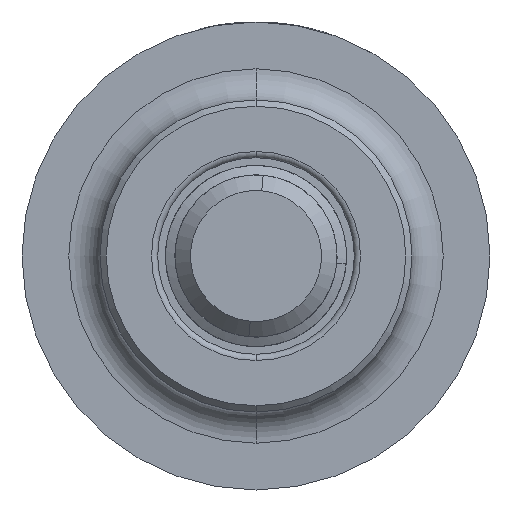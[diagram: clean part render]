
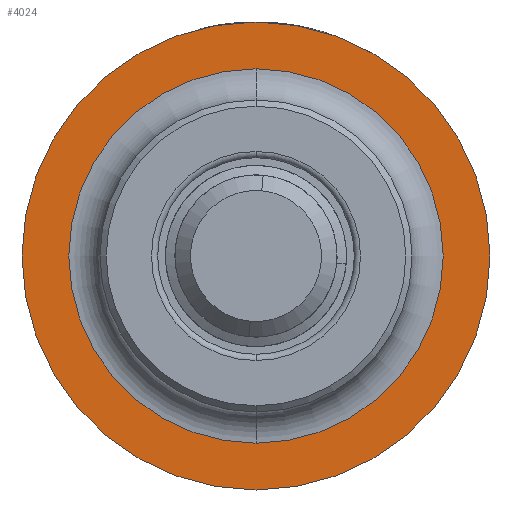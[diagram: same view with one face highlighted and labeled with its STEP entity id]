
A CAD part, front view. The second image highlights one B-rep face of the part: STEP entity #4024.
In plain terms, the highlighted planar face has unit normal (0, -1, 0).
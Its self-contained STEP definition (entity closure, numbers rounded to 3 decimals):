
#494 = DIRECTION ( 'NONE',  ( 0., -1., 0. ) ) ;
#561 = CARTESIAN_POINT ( 'NONE',  ( 0., 12.42, 6. ) ) ;
#572 = DIRECTION ( 'NONE',  ( 0., 0., -1. ) ) ;
#574 = VERTEX_POINT ( 'NONE', #561 ) ;
#613 = CARTESIAN_POINT ( 'NONE',  ( 0., 12.42, 0. ) ) ;
#629 = PLANE ( 'NONE',  #1563 ) ;
#657 = VERTEX_POINT ( 'NONE', #1615 ) ;
#933 = EDGE_CURVE ( 'NONE', #574, #2118, #4876, .T. ) ;
#1003 = CIRCLE ( 'NONE', #4972, 7.5 ) ;
#1449 = VERTEX_POINT ( 'NONE', #1678 ) ;
#1563 = AXIS2_PLACEMENT_3D ( 'NONE', #3678, #6203, #572 ) ;
#1615 = CARTESIAN_POINT ( 'NONE',  ( 0., 12.42, -7.5 ) ) ;
#1678 = CARTESIAN_POINT ( 'NONE',  ( 0., 12.42, 7.5 ) ) ;
#2007 = FACE_BOUND ( 'NONE', #6294, .T. ) ;
#2118 = VERTEX_POINT ( 'NONE', #4633 ) ;
#2224 = CIRCLE ( 'NONE', #5532, 6. ) ;
#2271 = DIRECTION ( 'NONE',  ( 0., 0., -1. ) ) ;
#2590 = CARTESIAN_POINT ( 'NONE',  ( 0., 12.42, 0. ) ) ;
#2593 = CARTESIAN_POINT ( 'NONE',  ( 0., 12.42, 0. ) ) ;
#2603 = EDGE_CURVE ( 'NONE', #2118, #574, #2224, .T. ) ;
#3027 = EDGE_CURVE ( 'NONE', #1449, #657, #1003, .T. ) ;
#3585 = DIRECTION ( 'NONE',  ( 0., 0., -1. ) ) ;
#3678 = CARTESIAN_POINT ( 'NONE',  ( 6., 12.42, 0. ) ) ;
#4024 = ADVANCED_FACE ( 'NONE', ( #6322, #2007 ), #629, .T. ) ;
#4060 = AXIS2_PLACEMENT_3D ( 'NONE', #613, #6264, #6287 ) ;
#4249 = ORIENTED_EDGE ( 'NONE', *, *, #933, .F. ) ;
#4510 = ORIENTED_EDGE ( 'NONE', *, *, #4917, .T. ) ;
#4633 = CARTESIAN_POINT ( 'NONE',  ( 0., 12.42, -6. ) ) ;
#4735 = DIRECTION ( 'NONE',  ( 0., 0., -1. ) ) ;
#4876 = CIRCLE ( 'NONE', #5680, 6. ) ;
#4917 = EDGE_CURVE ( 'NONE', #657, #1449, #6139, .T. ) ;
#4972 = AXIS2_PLACEMENT_3D ( 'NONE', #2590, #494, #3585 ) ;
#5004 = ORIENTED_EDGE ( 'NONE', *, *, #3027, .T. ) ;
#5400 = CARTESIAN_POINT ( 'NONE',  ( 0., 12.42, 0. ) ) ;
#5532 = AXIS2_PLACEMENT_3D ( 'NONE', #2593, #6223, #4735 ) ;
#5680 = AXIS2_PLACEMENT_3D ( 'NONE', #5400, #5834, #2271 ) ;
#5786 = EDGE_LOOP ( 'NONE', ( #4510, #5004 ) ) ;
#5834 = DIRECTION ( 'NONE',  ( 0., -1., 0. ) ) ;
#6139 = CIRCLE ( 'NONE', #4060, 7.5 ) ;
#6203 = DIRECTION ( 'NONE',  ( 0., -1., 0. ) ) ;
#6223 = DIRECTION ( 'NONE',  ( 0., -1., 0. ) ) ;
#6264 = DIRECTION ( 'NONE',  ( 0., -1., 0. ) ) ;
#6287 = DIRECTION ( 'NONE',  ( 0., 0., -1. ) ) ;
#6294 = EDGE_LOOP ( 'NONE', ( #6505, #4249 ) ) ;
#6322 = FACE_OUTER_BOUND ( 'NONE', #5786, .T. ) ;
#6505 = ORIENTED_EDGE ( 'NONE', *, *, #2603, .F. ) ;
